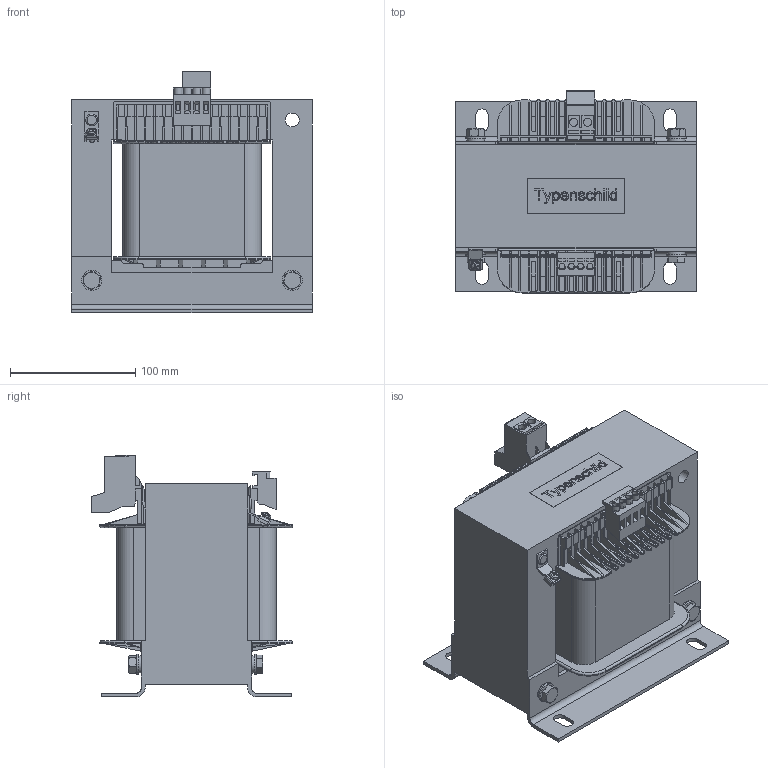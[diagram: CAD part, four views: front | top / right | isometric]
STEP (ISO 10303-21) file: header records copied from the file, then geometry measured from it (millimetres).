
FILE_DESCRIPTION(/* description */ (''),/* implementation_level */ '2;1');
FILE_NAME(/* name */ 'STEN_STEZ2.0.stp',/* time_stamp */ '2020-05-06T11:19:06+02:00',/* author */ ('TrapT'),/* organization */ (''),/* preprocessor_version */ 'ST-DEVELOPER v17.2',/* originating_system */ 'Autodesk Inventor 2019',/* authorisation */ '');
FILE_SCHEMA (('AUTOMOTIVE_DESIGN { 1 0 10303 214 3 1 1 }'));
Length unit declared in the file: millimetre
Products named in the file (1): Bauteil1
Bounding box: 192 x 161.05 x 193 mm (x, y, z)
Volume: 2977914.5 mm3; surface area: 337880.6 mm2
Topology: 1 solids, 5 shells, 1551 faces, 4372 edges, 2812 vertices
Faces by surface type: plane 1046, cylinder 300, bspline 99, torus 70, cone 31, sphere 5
Full cylindrical faces by diameter (mm): 4 x1, 4.5 x4, 4.8 x1, 5 x1, 6.5 x2, 6.647 x2, 8 x2, 8.1 x4, 8.4 x4, 9.5 x1, 9.8 x4, 11 x4, 11.63 x2, 14 x4, 16 x4
Entity records: 52899 total; most frequent: CARTESIAN_POINT 11227, ORIENTED_EDGE 8742, DIRECTION 7937, EDGE_CURVE 4371, LINE 3231, VECTOR 3231, VERTEX_POINT 2812, AXIS2_PLACEMENT_3D 2353
